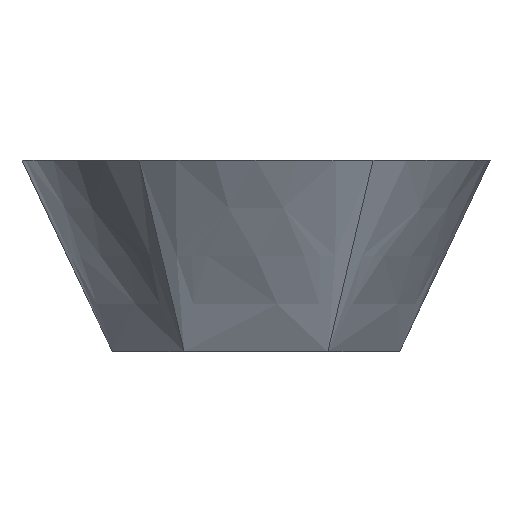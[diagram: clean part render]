
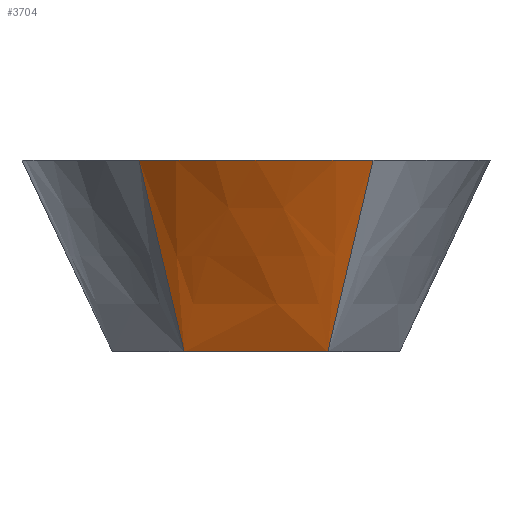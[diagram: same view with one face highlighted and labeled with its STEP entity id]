
A CAD part, front view. The second image highlights one B-rep face of the part: STEP entity #3704.
In plain terms, the highlighted free-form (B-spline) face has degree [8, 1] with [9, 2] control points.
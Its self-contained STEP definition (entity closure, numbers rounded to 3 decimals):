
#609 = PLANE('',#610);
#610 = AXIS2_PLACEMENT_3D('',#611,#612,#613);
#611 = CARTESIAN_POINT('',(0.,0.,50.)
  );
#612 = DIRECTION('',(-0.,-0.,-1.));
#613 = DIRECTION('',(-1.,0.,0.));
#1460 = VERTEX_POINT('',#1461);
#1461 = CARTESIAN_POINT('',(30.5,-52.828,50.));
#1476 = B_SPLINE_SURFACE_WITH_KNOTS('',8,1,(
    (#1477,#1478)
    ,(#1479,#1480)
    ,(#1481,#1482)
    ,(#1483,#1484)
    ,(#1485,#1486)
    ,(#1487,#1488)
    ,(#1489,#1490)
    ,(#1491,#1492)
    ,(#1493,#1494
    )),.UNSPECIFIED.,.F.,.F.,.F.,(9,9),(2,2),(0.,37.45),(0.,1.),
  .PIECEWISE_BEZIER_KNOTS.);
#1477 = CARTESIAN_POINT('',(37.45,0.,0.));
#1478 = CARTESIAN_POINT('',(61.,0.,50.));
#1479 = CARTESIAN_POINT('',(35.109,-4.054,0.));
#1480 = CARTESIAN_POINT('',(61.,-7.985,50.));
#1481 = CARTESIAN_POINT('',(32.769,-8.108,0.));
#1482 = CARTESIAN_POINT('',(59.805,-15.97,50.));
#1483 = CARTESIAN_POINT('',(30.428,-12.162,0.));
#1484 = CARTESIAN_POINT('',(57.416,-23.746,50.));
#1485 = CARTESIAN_POINT('',(28.088,-16.216,0.));
#1486 = CARTESIAN_POINT('',(53.876,-31.106,50.));
#1487 = CARTESIAN_POINT('',(25.747,-20.27,0.));
#1488 = CARTESIAN_POINT('',(49.273,-37.851,50.));
#1489 = CARTESIAN_POINT('',(23.406,-24.324,0.));
#1490 = CARTESIAN_POINT('',(43.733,-43.808,50.));
#1491 = CARTESIAN_POINT('',(21.066,-28.379,0.));
#1492 = CARTESIAN_POINT('',(37.415,-48.835,50.));
#1493 = CARTESIAN_POINT('',(18.725,-32.433,0.));
#1494 = CARTESIAN_POINT('',(30.5,-52.828,50.));
#1501 = EDGE_CURVE('',#1460,#1502,#1504,.T.);
#1502 = VERTEX_POINT('',#1503);
#1503 = CARTESIAN_POINT('',(-30.5,-52.828,50.));
#1504 = SURFACE_CURVE('',#1505,(#1510,#1517),.PCURVE_S1.);
#1505 = CIRCLE('',#1506,61.);
#1506 = AXIS2_PLACEMENT_3D('',#1507,#1508,#1509);
#1507 = CARTESIAN_POINT('',(0.,0.,50.));
#1508 = DIRECTION('',(0.,0.,-1.));
#1509 = DIRECTION('',(1.,0.,0.));
#1510 = PCURVE('',#609,#1511);
#1511 = DEFINITIONAL_REPRESENTATION('',(#1512),#1516);
#1512 = CIRCLE('',#1513,61.);
#1513 = AXIS2_PLACEMENT_2D('',#1514,#1515);
#1514 = CARTESIAN_POINT('',(0.,0.));
#1515 = DIRECTION('',(-1.,0.));
#1516 = ( GEOMETRIC_REPRESENTATION_CONTEXT(2) 
PARAMETRIC_REPRESENTATION_CONTEXT() REPRESENTATION_CONTEXT('2D SPACE',''
  ) );
#1517 = PCURVE('',#1518,#1537);
#1518 = B_SPLINE_SURFACE_WITH_KNOTS('',8,1,(
    (#1519,#1520)
    ,(#1521,#1522)
    ,(#1523,#1524)
    ,(#1525,#1526)
    ,(#1527,#1528)
    ,(#1529,#1530)
    ,(#1531,#1532)
    ,(#1533,#1534)
    ,(#1535,#1536
    )),.UNSPECIFIED.,.F.,.F.,.F.,(9,9),(2,2),(0.,37.45),(0.,1.),
  .PIECEWISE_BEZIER_KNOTS.);
#1519 = CARTESIAN_POINT('',(18.725,-32.433,0.));
#1520 = CARTESIAN_POINT('',(30.5,-52.828,50.));
#1521 = CARTESIAN_POINT('',(14.044,-32.433,0.));
#1522 = CARTESIAN_POINT('',(23.585,-56.82,50.));
#1523 = CARTESIAN_POINT('',(9.363,-32.433,0.));
#1524 = CARTESIAN_POINT('',(16.073,-59.778,
    50.));
#1525 = CARTESIAN_POINT('',(4.681,-32.433,0.));
#1526 = CARTESIAN_POINT('',(8.143,-61.597,
    50.));
#1527 = CARTESIAN_POINT('',(0.,-32.433,0.));
#1528 = CARTESIAN_POINT('',(0.,-62.211,
    50.));
#1529 = CARTESIAN_POINT('',(-4.681,-32.433,0.));
#1530 = CARTESIAN_POINT('',(-8.143,-61.597,
    50.));
#1531 = CARTESIAN_POINT('',(-9.363,-32.433,0.));
#1532 = CARTESIAN_POINT('',(-16.073,-59.778,
    50.));
#1533 = CARTESIAN_POINT('',(-14.044,-32.433,0.));
#1534 = CARTESIAN_POINT('',(-23.585,-56.82,50.));
#1535 = CARTESIAN_POINT('',(-18.725,-32.433,0.));
#1536 = CARTESIAN_POINT('',(-30.5,-52.828,50.));
#1537 = DEFINITIONAL_REPRESENTATION('',(#1538),#1541);
#1538 = B_SPLINE_CURVE_WITH_KNOTS('',1,(#1539,#1540),.UNSPECIFIED.,.F.,
  .F.,(2,2),(1.047,2.094),.PIECEWISE_BEZIER_KNOTS.);
#1539 = CARTESIAN_POINT('',(0.,1.));
#1540 = CARTESIAN_POINT('',(37.45,1.));
#1541 = ( GEOMETRIC_REPRESENTATION_CONTEXT(2) 
PARAMETRIC_REPRESENTATION_CONTEXT() REPRESENTATION_CONTEXT('2D SPACE',''
  ) );
#1560 = B_SPLINE_SURFACE_WITH_KNOTS('',8,1,(
    (#1561,#1562)
    ,(#1563,#1564)
    ,(#1565,#1566)
    ,(#1567,#1568)
    ,(#1569,#1570)
    ,(#1571,#1572)
    ,(#1573,#1574)
    ,(#1575,#1576)
    ,(#1577,#1578
    )),.UNSPECIFIED.,.F.,.F.,.F.,(9,9),(2,2),(0.,37.45),(0.,1.),
  .PIECEWISE_BEZIER_KNOTS.);
#1561 = CARTESIAN_POINT('',(-18.725,-32.433,0.));
#1562 = CARTESIAN_POINT('',(-30.5,-52.828,50.));
#1563 = CARTESIAN_POINT('',(-21.066,-28.379,0.));
#1564 = CARTESIAN_POINT('',(-37.415,-48.835,
    50.));
#1565 = CARTESIAN_POINT('',(-23.406,-24.324,0.));
#1566 = CARTESIAN_POINT('',(-43.733,-43.808,
    50.));
#1567 = CARTESIAN_POINT('',(-25.747,-20.27,0.));
#1568 = CARTESIAN_POINT('',(-49.273,-37.851,
    50.));
#1569 = CARTESIAN_POINT('',(-28.088,-16.216,0.));
#1570 = CARTESIAN_POINT('',(-53.876,-31.106,
    50.));
#1571 = CARTESIAN_POINT('',(-30.428,-12.162,0.));
#1572 = CARTESIAN_POINT('',(-57.416,-23.746,
    50.));
#1573 = CARTESIAN_POINT('',(-32.769,-8.108,0.));
#1574 = CARTESIAN_POINT('',(-59.805,-15.97,
    50.));
#1575 = CARTESIAN_POINT('',(-35.109,-4.054,0.));
#1576 = CARTESIAN_POINT('',(-61.,-7.985,50.));
#1577 = CARTESIAN_POINT('',(-37.45,0.,0.));
#1578 = CARTESIAN_POINT('',(-61.,0.,50.));
#3637 = VERTEX_POINT('',#3638);
#3638 = CARTESIAN_POINT('',(18.725,-32.433,0.));
#3652 = PLANE('',#3653);
#3653 = AXIS2_PLACEMENT_3D('',#3654,#3655,#3656);
#3654 = CARTESIAN_POINT('',(0.,0.,0.));
#3655 = DIRECTION('',(0.,0.,1.));
#3656 = DIRECTION('',(1.,0.,0.));
#3664 = EDGE_CURVE('',#3637,#1460,#3665,.T.);
#3665 = SURFACE_CURVE('',#3666,(#3669,#3676),.PCURVE_S1.);
#3666 = B_SPLINE_CURVE_WITH_KNOTS('',1,(#3667,#3668),.UNSPECIFIED.,.F.,
  .F.,(2,2),(0.,1.),.PIECEWISE_BEZIER_KNOTS.);
#3667 = CARTESIAN_POINT('',(18.725,-32.433,0.));
#3668 = CARTESIAN_POINT('',(30.5,-52.828,50.));
#3669 = PCURVE('',#1476,#3670);
#3670 = DEFINITIONAL_REPRESENTATION('',(#3671),#3675);
#3671 = LINE('',#3672,#3673);
#3672 = CARTESIAN_POINT('',(37.45,0.));
#3673 = VECTOR('',#3674,1.);
#3674 = DIRECTION('',(0.,1.));
#3675 = ( GEOMETRIC_REPRESENTATION_CONTEXT(2) 
PARAMETRIC_REPRESENTATION_CONTEXT() REPRESENTATION_CONTEXT('2D SPACE',''
  ) );
#3676 = PCURVE('',#1518,#3677);
#3677 = DEFINITIONAL_REPRESENTATION('',(#3678),#3682);
#3678 = LINE('',#3679,#3680);
#3679 = CARTESIAN_POINT('',(0.,0.));
#3680 = VECTOR('',#3681,1.);
#3681 = DIRECTION('',(0.,1.));
#3682 = ( GEOMETRIC_REPRESENTATION_CONTEXT(2) 
PARAMETRIC_REPRESENTATION_CONTEXT() REPRESENTATION_CONTEXT('2D SPACE',''
  ) );
#3704 = ADVANCED_FACE('',(#3705),#1518,.F.);
#3705 = FACE_BOUND('',#3706,.F.);
#3706 = EDGE_LOOP('',(#3707,#3730,#3750,#3751));
#3707 = ORIENTED_EDGE('',*,*,#3708,.T.);
#3708 = EDGE_CURVE('',#3637,#3709,#3711,.T.);
#3709 = VERTEX_POINT('',#3710);
#3710 = CARTESIAN_POINT('',(-18.725,-32.433,0.));
#3711 = SURFACE_CURVE('',#3712,(#3716,#3723),.PCURVE_S1.);
#3712 = LINE('',#3713,#3714);
#3713 = CARTESIAN_POINT('',(18.725,-32.433,0.));
#3714 = VECTOR('',#3715,1.);
#3715 = DIRECTION('',(-1.,0.,0.));
#3716 = PCURVE('',#1518,#3717);
#3717 = DEFINITIONAL_REPRESENTATION('',(#3718),#3722);
#3718 = LINE('',#3719,#3720);
#3719 = CARTESIAN_POINT('',(0.,0.));
#3720 = VECTOR('',#3721,1.);
#3721 = DIRECTION('',(1.,0.));
#3722 = ( GEOMETRIC_REPRESENTATION_CONTEXT(2) 
PARAMETRIC_REPRESENTATION_CONTEXT() REPRESENTATION_CONTEXT('2D SPACE',''
  ) );
#3723 = PCURVE('',#3652,#3724);
#3724 = DEFINITIONAL_REPRESENTATION('',(#3725),#3729);
#3725 = LINE('',#3726,#3727);
#3726 = CARTESIAN_POINT('',(18.725,-32.433));
#3727 = VECTOR('',#3728,1.);
#3728 = DIRECTION('',(-1.,0.));
#3729 = ( GEOMETRIC_REPRESENTATION_CONTEXT(2) 
PARAMETRIC_REPRESENTATION_CONTEXT() REPRESENTATION_CONTEXT('2D SPACE',''
  ) );
#3730 = ORIENTED_EDGE('',*,*,#3731,.T.);
#3731 = EDGE_CURVE('',#3709,#1502,#3732,.T.);
#3732 = SURFACE_CURVE('',#3733,(#3736,#3743),.PCURVE_S1.);
#3733 = B_SPLINE_CURVE_WITH_KNOTS('',1,(#3734,#3735),.UNSPECIFIED.,.F.,
  .F.,(2,2),(0.,1.),.PIECEWISE_BEZIER_KNOTS.);
#3734 = CARTESIAN_POINT('',(-18.725,-32.433,0.));
#3735 = CARTESIAN_POINT('',(-30.5,-52.828,50.));
#3736 = PCURVE('',#1518,#3737);
#3737 = DEFINITIONAL_REPRESENTATION('',(#3738),#3742);
#3738 = LINE('',#3739,#3740);
#3739 = CARTESIAN_POINT('',(37.45,0.));
#3740 = VECTOR('',#3741,1.);
#3741 = DIRECTION('',(0.,1.));
#3742 = ( GEOMETRIC_REPRESENTATION_CONTEXT(2) 
PARAMETRIC_REPRESENTATION_CONTEXT() REPRESENTATION_CONTEXT('2D SPACE',''
  ) );
#3743 = PCURVE('',#1560,#3744);
#3744 = DEFINITIONAL_REPRESENTATION('',(#3745),#3749);
#3745 = LINE('',#3746,#3747);
#3746 = CARTESIAN_POINT('',(0.,0.));
#3747 = VECTOR('',#3748,1.);
#3748 = DIRECTION('',(0.,1.));
#3749 = ( GEOMETRIC_REPRESENTATION_CONTEXT(2) 
PARAMETRIC_REPRESENTATION_CONTEXT() REPRESENTATION_CONTEXT('2D SPACE',''
  ) );
#3750 = ORIENTED_EDGE('',*,*,#1501,.F.);
#3751 = ORIENTED_EDGE('',*,*,#3664,.F.);
